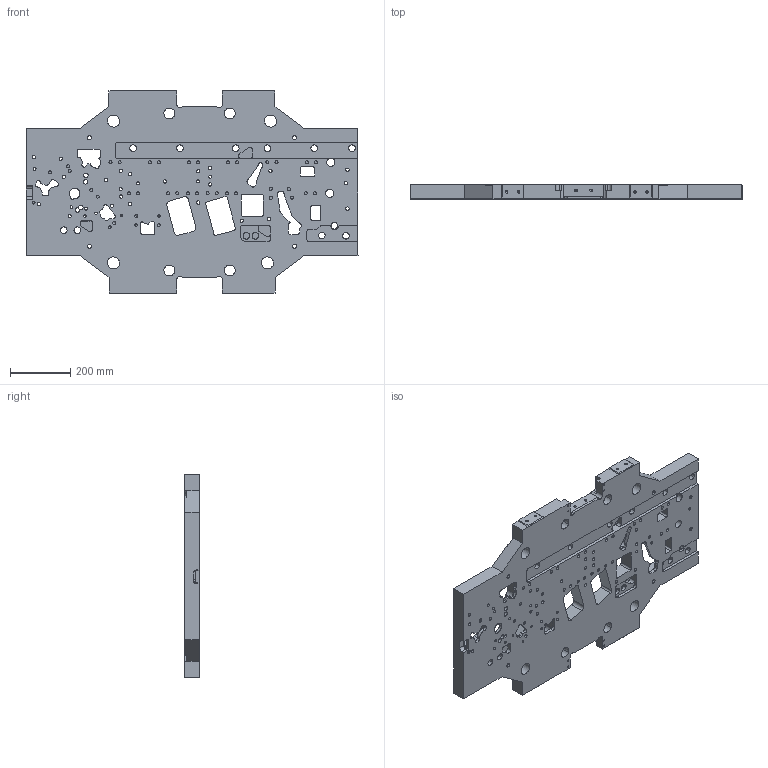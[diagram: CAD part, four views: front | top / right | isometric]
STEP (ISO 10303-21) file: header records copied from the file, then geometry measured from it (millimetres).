
FILE_DESCRIPTION(('CATIA V5 STEP Exchange'),'2;1');
FILE_NAME('MGI1553_Pos92.stp','2017-10-26T16:29:37+00:00',('none'),('none'),'CATIA Version 5 Release 21 SP 3 (IN-10)','CATIA V5 STEP AP214','none');
FILE_SCHEMA(('AUTOMOTIVE_DESIGN { 1 0 10303 214 1 1 1 1 }'));
Length unit declared in the file: millimetre
Products named in the file (3): P020650__00_000__FOLGEVERBUNDWERKZEUG; P020650__03_000__ZSB_NIEDERHALTER; P020650__03_001__NIEDERHALTERPLATTE__r0_2016-03-24
Assembly tree (2 placements, depth 3):
  P020650__00_000__FOLGEVERBUNDWERKZEUG
    P020650__03_000__ZSB_NIEDERHALTER
      P020650__03_001__NIEDERHALTERPLATTE__r0_2016-03-24
Bounding box: 1100 x 47 x 675 mm (x, y, z)
Volume: 22147591.6 mm3; surface area: 1685600 mm2
Topology: 1 solids, 1 shells, 996 faces, 2655 edges, 1671 vertices
Faces by surface type: cylinder 486, plane 287, cone 122, extrusion 99, torus 2
Entity records: 37637 total; most frequent: CARTESIAN_POINT 7875, ORIENTED_EDGE 5088, DIRECTION 3584, EDGE_CURVE 2544, VERTEX_POINT 1670, AXIS2_PLACEMENT_3D 1532, VECTOR 1427, LINE 1328
